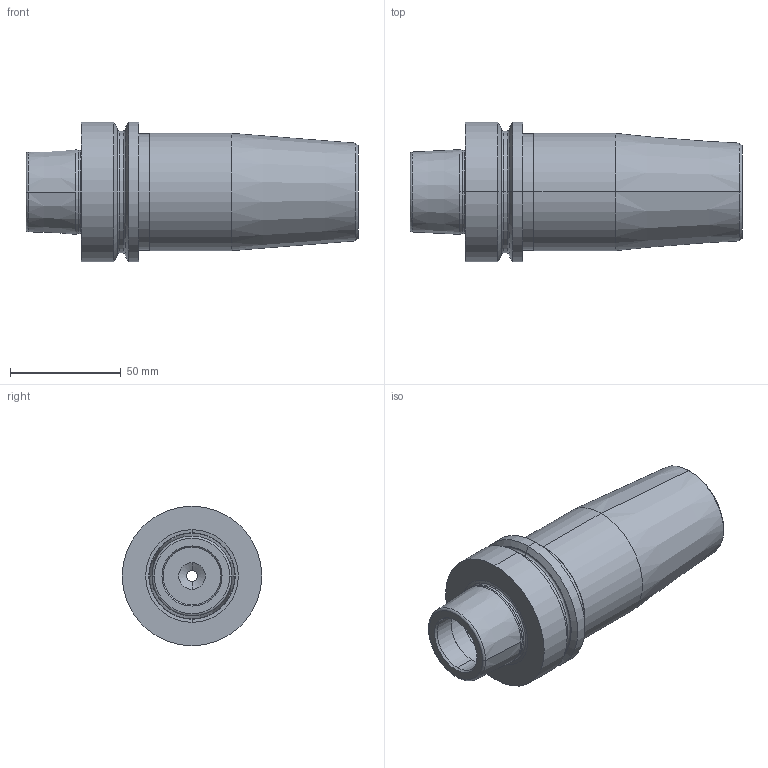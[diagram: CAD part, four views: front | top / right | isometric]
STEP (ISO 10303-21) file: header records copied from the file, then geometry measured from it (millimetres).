
FILE_DESCRIPTION (( 'STEP AP214' ), '1' );
FILE_NAME ('12.10.2018_171.05.071.012.STEP', '2018-10-12T08:04:05', ( '' ), ( '' ), 'SwSTEP 2.0', 'SolidWorks 2014', '' );
FILE_SCHEMA (( 'AUTOMOTIVE_DESIGN' ));
Length unit declared in the file: millimetre
Products named in the file (1): 12.10.2018_171.05.071.012
Bounding box: 150 x 63 x 63 mm (x, y, z)
Volume: 221429.5 mm3; surface area: 41751.3 mm2
Topology: 1 solids, 1 shells, 79 faces, 160 edges, 92 vertices
Faces by surface type: cylinder 30, cone 24, torus 14, plane 11
Entity records: 2975 total; most frequent: DIRECTION 426, CARTESIAN_POINT 332, ORIENTED_EDGE 320, AXIS2_PLACEMENT_3D 186, EDGE_CURVE 160, CIRCLE 106, VERTEX_POINT 92, EDGE_LOOP 90
